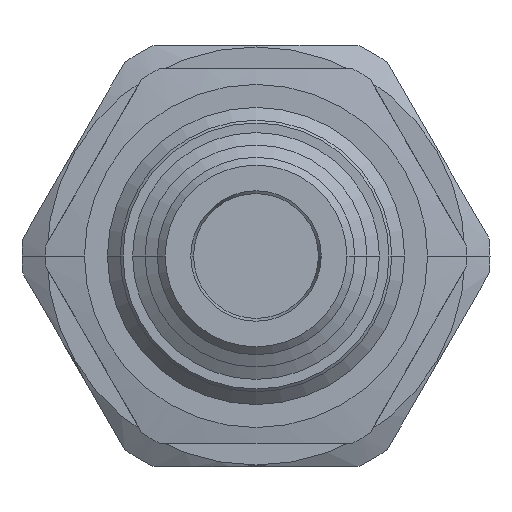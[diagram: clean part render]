
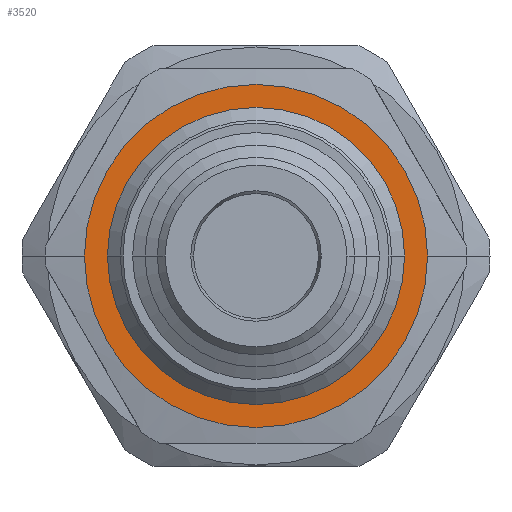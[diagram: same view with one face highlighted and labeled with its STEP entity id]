
A CAD part, left-side view. The second image highlights one B-rep face of the part: STEP entity #3520.
In plain terms, the highlighted planar face has unit normal (-1, 0, 0).
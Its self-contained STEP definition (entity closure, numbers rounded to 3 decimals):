
#899=CARTESIAN_POINT('',(0.,0.,0.));
#900=DIRECTION('',(1.,0.,0.));
#901=DIRECTION('',(0.,1.,0.));
#902=AXIS2_PLACEMENT_3D('',#899,#900,#901);
#923=CARTESIAN_POINT('',(0.,0.,0.));
#924=DIRECTION('',(-1.,0.,0.));
#925=DIRECTION('',(0.,1.,0.));
#926=AXIS2_PLACEMENT_3D('',#923,#924,#925);
#931=CARTESIAN_POINT('',(0.,0.,0.));
#932=DIRECTION('',(1.,0.,0.));
#933=DIRECTION('',(0.,1.,0.));
#934=AXIS2_PLACEMENT_3D('',#931,#932,#933);
#939=CARTESIAN_POINT('',(0.,0.,0.));
#940=DIRECTION('',(-1.,0.,0.));
#941=DIRECTION('',(0.,1.,0.));
#942=AXIS2_PLACEMENT_3D('',#939,#940,#941);
#2423=CARTESIAN_POINT('',(0.,11.,0.));
#2424=VERTEX_POINT('',#2423);
#2507=CARTESIAN_POINT('',(0.,-11.,0.));
#2508=VERTEX_POINT('',#2507);
#2589=CARTESIAN_POINT('',(0.,8.9,0.));
#2590=VERTEX_POINT('',#2589);
#2591=CARTESIAN_POINT('',(0.,-8.9,0.));
#2592=VERTEX_POINT('',#2591);
#3505=CARTESIAN_POINT('',(0.,0.,0.));
#3506=DIRECTION('',(1.,0.,0.));
#3507=DIRECTION('',(0.,-1.,0.));
#3508=AXIS2_PLACEMENT_3D('',#3505,#3506,#3507);
#3509=PLANE('',#3508);
#3511=ORIENTED_EDGE('',*,*,#3510,.T.);
#3513=ORIENTED_EDGE('',*,*,#3512,.F.);
#3514=EDGE_LOOP('',(#3511,#3513));
#3515=FACE_OUTER_BOUND('',#3514,.F.);
#3516=ORIENTED_EDGE('',*,*,#3500,.T.);
#3517=ORIENTED_EDGE('',*,*,#3484,.F.);
#3518=EDGE_LOOP('',(#3516,#3517));
#3519=FACE_BOUND('',#3518,.F.);
#903=CIRCLE('',#902,8.9);
#927=CIRCLE('',#926,8.9);
#935=CIRCLE('',#934,11.);
#943=CIRCLE('',#942,11.);
#3484=EDGE_CURVE('',#2590,#2592,#903,.T.);
#3500=EDGE_CURVE('',#2590,#2592,#927,.T.);
#3510=EDGE_CURVE('',#2424,#2508,#935,.T.);
#3512=EDGE_CURVE('',#2424,#2508,#943,.T.);
#3520=ADVANCED_FACE('',(#3515,#3519),#3509,.F.);
